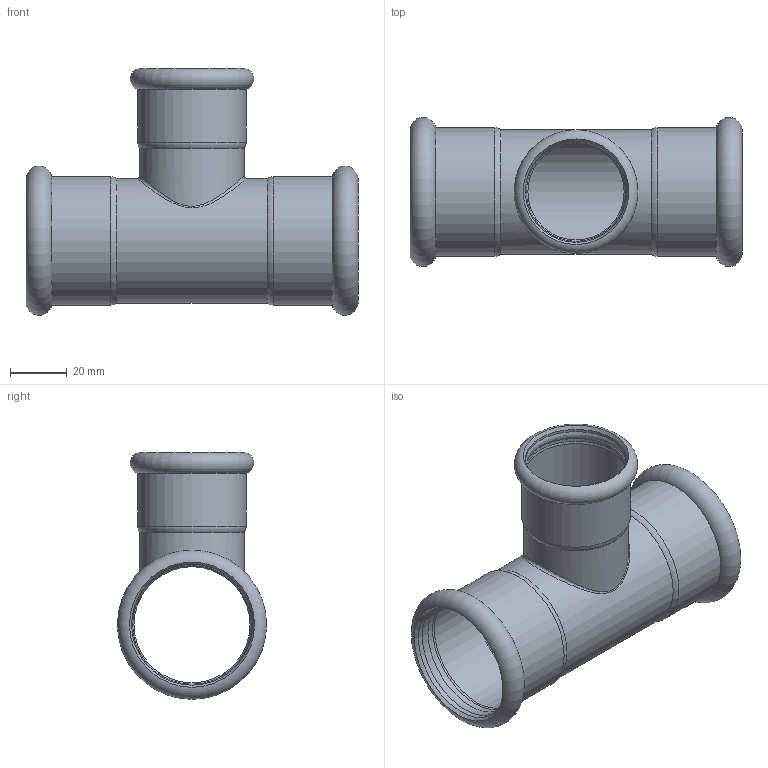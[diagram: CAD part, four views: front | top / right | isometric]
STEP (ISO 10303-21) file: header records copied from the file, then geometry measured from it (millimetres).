
FILE_DESCRIPTION(/* description */ ('TEE RIDOTTO 42-35-42'),/* implementation_level */ '2;1');
FILE_NAME(/* name */ '192042035_Inoxpres.stp',/* time_stamp */ '2022-10-12T11:33:15+02:00',/* author */ ('Vault'),/* organization */ ('Raccorderie metalliche s.p.a. '),/* preprocessor_version */ 'ST-DEVELOPER v18.1',/* originating_system */ 'Autodesk Inventor 2020',/* authorisation */ 'Raccorderie metalliche s.p.a. ');
FILE_SCHEMA (('AUTOMOTIVE_DESIGN { 1 0 10303 214 3 1 1 }'));
Length unit declared in the file: millimetre
Products named in the file (1): 192042035_Inoxpres
Bounding box: 117.3 x 52.7 x 87.15 mm (x, y, z)
Volume: 38427.7 mm3; surface area: 41910.9 mm2
Topology: 1 solids, 1 shells, 38 faces, 135 edges, 98 vertices
Faces by surface type: cylinder 17, torus 15, cone 3, bspline 2, plane 1
Full cylindrical faces by diameter (mm): 34 x1, 34.6 x1, 35.4 x1, 35.8 x2, 37 x1, 38.4 x1, 41 x1, 42.4 x2, 42.7 x4, 44 x1, 45.4 x2
Entity records: 1959 total; most frequent: CARTESIAN_POINT 626, DIRECTION 314, ORIENTED_EDGE 274, AXIS2_PLACEMENT_3D 146, EDGE_CURVE 137, CIRCLE 109, VERTEX_POINT 100, EDGE_LOOP 41
